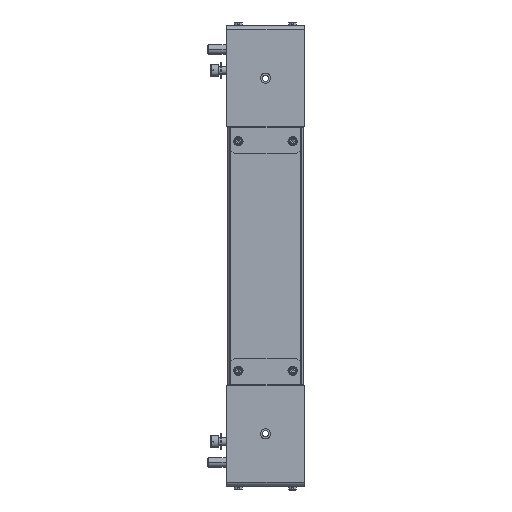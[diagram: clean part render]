
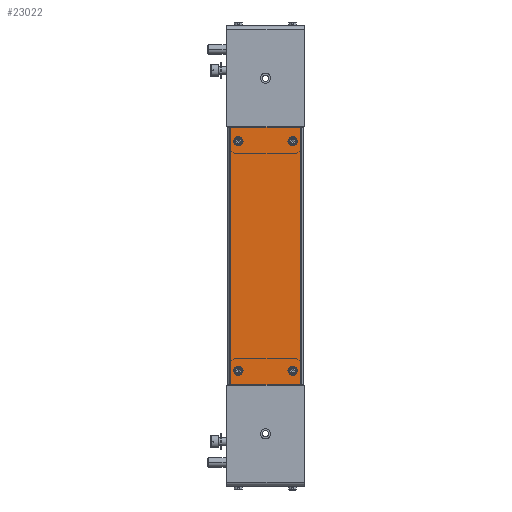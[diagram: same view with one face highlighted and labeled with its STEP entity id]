
A CAD part, left-side view. The second image highlights one B-rep face of the part: STEP entity #23022.
In plain terms, the highlighted face is planar.
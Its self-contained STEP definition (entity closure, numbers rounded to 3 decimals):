
#40 = EDGE_CURVE ( 'NONE', #5222, #8009, #13753, .T. ) ;
#390 = CARTESIAN_POINT ( 'NONE',  ( 148., 35., 2. ) ) ;
#759 = ORIENTED_EDGE ( 'NONE', *, *, #23931, .T. ) ;
#889 = CARTESIAN_POINT ( 'NONE',  ( 144.5, 35., 2. ) ) ;
#1353 = AXIS2_PLACEMENT_3D ( 'NONE', #6012, #10261, #25029 ) ;
#1529 = CARTESIAN_POINT ( 'NONE',  ( -166., -45.125, 2. ) ) ;
#1690 = EDGE_CURVE ( 'NONE', #16543, #13997, #15430, .T. ) ;
#2098 = CARTESIAN_POINT ( 'NONE',  ( -166., -45.125, 2. ) ) ;
#2223 = EDGE_CURVE ( 'NONE', #14225, #20610, #9326, .T. ) ;
#2950 = CARTESIAN_POINT ( 'NONE',  ( 166., 45.125, 2. ) ) ;
#3345 = VERTEX_POINT ( 'NONE', #4344 ) ;
#3503 = FACE_BOUND ( 'NONE', #5403, .T. ) ;
#3863 = CARTESIAN_POINT ( 'NONE',  ( -166., 45.125, 2. ) ) ;
#3912 = VECTOR ( 'NONE', #17508, 1000. ) ;
#4344 = CARTESIAN_POINT ( 'NONE',  ( 166., 45.125, 2. ) ) ;
#4883 = EDGE_CURVE ( 'NONE', #18513, #15218, #19875, .T. ) ;
#5052 = DIRECTION ( 'NONE',  ( 1., 0., 0. ) ) ;
#5222 = VERTEX_POINT ( 'NONE', #16305 ) ;
#5403 = EDGE_LOOP ( 'NONE', ( #18885, #27612 ) ) ;
#5743 = CIRCLE ( 'NONE', #1353, 3.5 ) ;
#6012 = CARTESIAN_POINT ( 'NONE',  ( 148., -35., 2. ) ) ;
#6116 = CARTESIAN_POINT ( 'NONE',  ( -148., 35., 2. ) ) ;
#6428 = ORIENTED_EDGE ( 'NONE', *, *, #4883, .T. ) ;
#6560 = VERTEX_POINT ( 'NONE', #889 ) ;
#6585 = EDGE_CURVE ( 'NONE', #3345, #18513, #19741, .T. ) ;
#6873 = DIRECTION ( 'NONE',  ( -1., 0., 0. ) ) ;
#7052 = DIRECTION ( 'NONE',  ( 0., 0., -1. ) ) ;
#7792 = CARTESIAN_POINT ( 'NONE',  ( 148., -35., 2. ) ) ;
#7871 = EDGE_LOOP ( 'NONE', ( #9284, #14032, #8016, #6428 ) ) ;
#8009 = VERTEX_POINT ( 'NONE', #21757 ) ;
#8016 = ORIENTED_EDGE ( 'NONE', *, *, #6585, .T. ) ;
#8585 = CARTESIAN_POINT ( 'NONE',  ( 144.5, -35., 2. ) ) ;
#8758 = VERTEX_POINT ( 'NONE', #23709 ) ;
#8827 = CARTESIAN_POINT ( 'NONE',  ( 166., -45.125, 2. ) ) ;
#8855 = CARTESIAN_POINT ( 'NONE',  ( 166., -49., 2. ) ) ;
#9284 = ORIENTED_EDGE ( 'NONE', *, *, #19852, .T. ) ;
#9326 = CIRCLE ( 'NONE', #18319, 3.5 ) ;
#9683 = EDGE_CURVE ( 'NONE', #6560, #8758, #24649, .T. ) ;
#9779 = VECTOR ( 'NONE', #26098, 1000. ) ;
#10074 = CARTESIAN_POINT ( 'NONE',  ( -148., -35., 2. ) ) ;
#10261 = DIRECTION ( 'NONE',  ( 0., 0., 1. ) ) ;
#10694 = EDGE_LOOP ( 'NONE', ( #19989, #23107 ) ) ;
#10776 = CARTESIAN_POINT ( 'NONE',  ( -151.5, 35., 2. ) ) ;
#10782 = CARTESIAN_POINT ( 'NONE',  ( -144.5, 35., 2. ) ) ;
#10896 = FACE_BOUND ( 'NONE', #26199, .T. ) ;
#12918 = EDGE_CURVE ( 'NONE', #8009, #5222, #17494, .T. ) ;
#13014 = EDGE_CURVE ( 'NONE', #20610, #14225, #5743, .T. ) ;
#13753 = CIRCLE ( 'NONE', #25466, 3.5 ) ;
#13997 = VERTEX_POINT ( 'NONE', #10776 ) ;
#14032 = ORIENTED_EDGE ( 'NONE', *, *, #15865, .T. ) ;
#14225 = VERTEX_POINT ( 'NONE', #15935 ) ;
#14873 = DIRECTION ( 'NONE',  ( 1., 0., 0. ) ) ;
#14879 = AXIS2_PLACEMENT_3D ( 'NONE', #10074, #18554, #27416 ) ;
#14912 = CARTESIAN_POINT ( 'NONE',  ( -166., -49., 2. ) ) ;
#15218 = VERTEX_POINT ( 'NONE', #2098 ) ;
#15392 = DIRECTION ( 'NONE',  ( -1., 0., 0. ) ) ;
#15430 = CIRCLE ( 'NONE', #23839, 3.5 ) ;
#15740 = ORIENTED_EDGE ( 'NONE', *, *, #2223, .F. ) ;
#15865 = EDGE_CURVE ( 'NONE', #21290, #3345, #26832, .T. ) ;
#15935 = CARTESIAN_POINT ( 'NONE',  ( 151.5, -35., 2. ) ) ;
#16080 = CARTESIAN_POINT ( 'NONE',  ( -148., 35., 2. ) ) ;
#16305 = CARTESIAN_POINT ( 'NONE',  ( -144.5, -35., 2. ) ) ;
#16543 = VERTEX_POINT ( 'NONE', #10782 ) ;
#16864 = CARTESIAN_POINT ( 'NONE',  ( -148., -35., 2. ) ) ;
#17000 = FACE_OUTER_BOUND ( 'NONE', #7871, .T. ) ;
#17215 = AXIS2_PLACEMENT_3D ( 'NONE', #16080, #26732, #5052 ) ;
#17424 = EDGE_LOOP ( 'NONE', ( #759, #26679 ) ) ;
#17494 = CIRCLE ( 'NONE', #14879, 3.5 ) ;
#17508 = DIRECTION ( 'NONE',  ( 0., 1., 0. ) ) ;
#18319 = AXIS2_PLACEMENT_3D ( 'NONE', #7792, #20408, #22822 ) ;
#18428 = AXIS2_PLACEMENT_3D ( 'NONE', #26613, #24510, #19914 ) ;
#18451 = AXIS2_PLACEMENT_3D ( 'NONE', #390, #7052, #6873 ) ;
#18513 = VERTEX_POINT ( 'NONE', #3863 ) ;
#18554 = DIRECTION ( 'NONE',  ( 0., 0., -1. ) ) ;
#18885 = ORIENTED_EDGE ( 'NONE', *, *, #1690, .F. ) ;
#18954 = DIRECTION ( 'NONE',  ( 1., 0., 0. ) ) ;
#19025 = DIRECTION ( 'NONE',  ( 0., 0., 1. ) ) ;
#19466 = LINE ( 'NONE', #1529, #25503 ) ;
#19629 = DIRECTION ( 'NONE',  ( 0., 0., -1. ) ) ;
#19741 = LINE ( 'NONE', #2950, #27166 ) ;
#19852 = EDGE_CURVE ( 'NONE', #15218, #21290, #19466, .T. ) ;
#19875 = LINE ( 'NONE', #14912, #9779 ) ;
#19898 = CIRCLE ( 'NONE', #17215, 3.5 ) ;
#19914 = DIRECTION ( 'NONE',  ( -1., 0., 0. ) ) ;
#19989 = ORIENTED_EDGE ( 'NONE', *, *, #40, .T. ) ;
#20408 = DIRECTION ( 'NONE',  ( 0., 0., 1. ) ) ;
#20610 = VERTEX_POINT ( 'NONE', #8585 ) ;
#21290 = VERTEX_POINT ( 'NONE', #8827 ) ;
#21757 = CARTESIAN_POINT ( 'NONE',  ( -151.5, -35., 2. ) ) ;
#21935 = ORIENTED_EDGE ( 'NONE', *, *, #13014, .F. ) ;
#22822 = DIRECTION ( 'NONE',  ( -1., 0., 0. ) ) ;
#23022 = ADVANCED_FACE ( 'NONE', ( #10896, #3503, #17000, #23382, #26410 ), #24126, .F. ) ;
#23107 = ORIENTED_EDGE ( 'NONE', *, *, #12918, .T. ) ;
#23236 = DIRECTION ( 'NONE',  ( 1., 0., 0. ) ) ;
#23382 = FACE_BOUND ( 'NONE', #10694, .T. ) ;
#23709 = CARTESIAN_POINT ( 'NONE',  ( 151.5, 35., 2. ) ) ;
#23839 = AXIS2_PLACEMENT_3D ( 'NONE', #6116, #19025, #14873 ) ;
#23931 = EDGE_CURVE ( 'NONE', #8758, #6560, #26030, .T. ) ;
#24126 = PLANE ( 'NONE',  #25272 ) ;
#24510 = DIRECTION ( 'NONE',  ( 0., 0., -1. ) ) ;
#24649 = CIRCLE ( 'NONE', #18428, 3.5 ) ;
#24784 = DIRECTION ( 'NONE',  ( -1., 0., 0. ) ) ;
#25029 = DIRECTION ( 'NONE',  ( -1., 0., 0. ) ) ;
#25272 = AXIS2_PLACEMENT_3D ( 'NONE', #26117, #19629, #15392 ) ;
#25466 = AXIS2_PLACEMENT_3D ( 'NONE', #16864, #25592, #23236 ) ;
#25503 = VECTOR ( 'NONE', #18954, 1000. ) ;
#25592 = DIRECTION ( 'NONE',  ( 0., 0., -1. ) ) ;
#26030 = CIRCLE ( 'NONE', #18451, 3.5 ) ;
#26098 = DIRECTION ( 'NONE',  ( 0., -1., 0. ) ) ;
#26117 = CARTESIAN_POINT ( 'NONE',  ( 166., 49., 2. ) ) ;
#26129 = EDGE_CURVE ( 'NONE', #13997, #16543, #19898, .T. ) ;
#26199 = EDGE_LOOP ( 'NONE', ( #15740, #21935 ) ) ;
#26410 = FACE_BOUND ( 'NONE', #17424, .T. ) ;
#26613 = CARTESIAN_POINT ( 'NONE',  ( 148., 35., 2. ) ) ;
#26679 = ORIENTED_EDGE ( 'NONE', *, *, #9683, .T. ) ;
#26732 = DIRECTION ( 'NONE',  ( 0., 0., 1. ) ) ;
#26832 = LINE ( 'NONE', #8855, #3912 ) ;
#27166 = VECTOR ( 'NONE', #24784, 1000. ) ;
#27416 = DIRECTION ( 'NONE',  ( 1., 0., 0. ) ) ;
#27612 = ORIENTED_EDGE ( 'NONE', *, *, #26129, .F. ) ;
